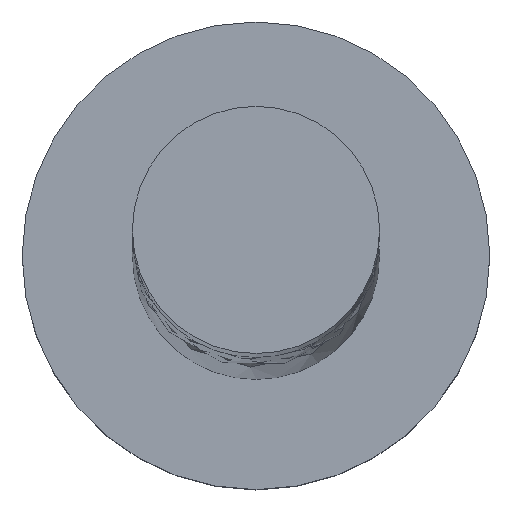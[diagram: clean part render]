
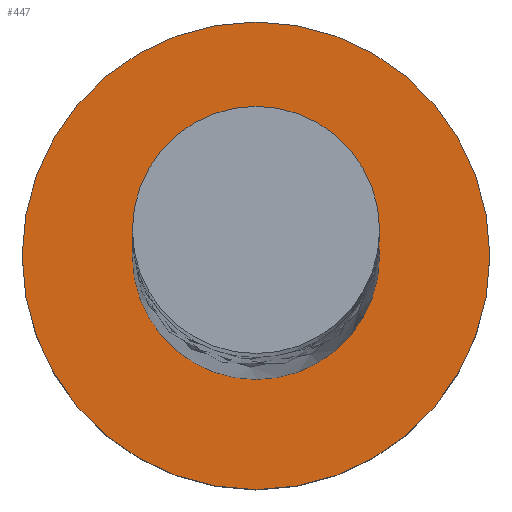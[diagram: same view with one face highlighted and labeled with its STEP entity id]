
A CAD part, top view. The second image highlights one B-rep face of the part: STEP entity #447.
In plain terms, the highlighted planar face has unit normal (0, 0, 1).
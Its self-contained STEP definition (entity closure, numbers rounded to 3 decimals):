
#159 = DIRECTION ( 'NONE',  ( 0., 0., 1. ) ) ;
#217 = ORIENTED_EDGE ( 'NONE', *, *, #1316, .T. ) ;
#246 = EDGE_CURVE ( 'NONE', #641, #616, #1579, .T. ) ;
#282 = CARTESIAN_POINT ( 'NONE',  ( 0., 0., 3. ) ) ;
#338 = ORIENTED_EDGE ( 'NONE', *, *, #958, .F. ) ;
#365 = DIRECTION ( 'NONE',  ( 0., 0., 1. ) ) ;
#421 = CARTESIAN_POINT ( 'NONE',  ( 3.5, 0., 3. ) ) ;
#424 = VERTEX_POINT ( 'NONE', #1082 ) ;
#447 = ADVANCED_FACE ( 'NONE', ( #1066, #1460 ), #934, .T. ) ;
#464 = EDGE_LOOP ( 'NONE', ( #960, #338 ) ) ;
#483 = CARTESIAN_POINT ( 'NONE',  ( 0., 0., 3. ) ) ;
#499 = VERTEX_POINT ( 'NONE', #1132 ) ;
#548 = CIRCLE ( 'NONE', #656, 3.5 ) ;
#580 = ORIENTED_EDGE ( 'NONE', *, *, #246, .T. ) ;
#616 = VERTEX_POINT ( 'NONE', #421 ) ;
#641 = VERTEX_POINT ( 'NONE', #1350 ) ;
#656 = AXIS2_PLACEMENT_3D ( 'NONE', #1616, #998, #1498 ) ;
#668 = CARTESIAN_POINT ( 'NONE',  ( 0., 0., 3. ) ) ;
#769 = DIRECTION ( 'NONE',  ( 0., 0., 1. ) ) ;
#795 = AXIS2_PLACEMENT_3D ( 'NONE', #893, #769, #1375 ) ;
#798 = DIRECTION ( 'NONE',  ( 1., 0., 0. ) ) ;
#867 = EDGE_LOOP ( 'NONE', ( #580, #217 ) ) ;
#893 = CARTESIAN_POINT ( 'NONE',  ( 0., 0., 3. ) ) ;
#926 = DIRECTION ( 'NONE',  ( 1., 0., 0. ) ) ;
#934 = PLANE ( 'NONE',  #795 ) ;
#958 = EDGE_CURVE ( 'NONE', #499, #424, #1173, .T. ) ;
#960 = ORIENTED_EDGE ( 'NONE', *, *, #1174, .F. ) ;
#998 = DIRECTION ( 'NONE',  ( 0., 0., 1. ) ) ;
#1066 = FACE_BOUND ( 'NONE', #464, .T. ) ;
#1082 = CARTESIAN_POINT ( 'NONE',  ( -1.85, 0., 3. ) ) ;
#1132 = CARTESIAN_POINT ( 'NONE',  ( 1.85, 0., 3. ) ) ;
#1135 = DIRECTION ( 'NONE',  ( 1., 0., 0. ) ) ;
#1149 = AXIS2_PLACEMENT_3D ( 'NONE', #483, #365, #1135 ) ;
#1173 = CIRCLE ( 'NONE', #1149, 1.85 ) ;
#1174 = EDGE_CURVE ( 'NONE', #424, #499, #1377, .T. ) ;
#1293 = AXIS2_PLACEMENT_3D ( 'NONE', #282, #159, #926 ) ;
#1316 = EDGE_CURVE ( 'NONE', #616, #641, #548, .T. ) ;
#1350 = CARTESIAN_POINT ( 'NONE',  ( -3.5, 0., 3. ) ) ;
#1375 = DIRECTION ( 'NONE',  ( 1., 0., 0. ) ) ;
#1377 = CIRCLE ( 'NONE', #1611, 1.85 ) ;
#1460 = FACE_OUTER_BOUND ( 'NONE', #867, .T. ) ;
#1498 = DIRECTION ( 'NONE',  ( 1., 0., 0. ) ) ;
#1552 = DIRECTION ( 'NONE',  ( 0., 0., 1. ) ) ;
#1579 = CIRCLE ( 'NONE', #1293, 3.5 ) ;
#1611 = AXIS2_PLACEMENT_3D ( 'NONE', #668, #1552, #798 ) ;
#1616 = CARTESIAN_POINT ( 'NONE',  ( 0., 0., 3. ) ) ;
